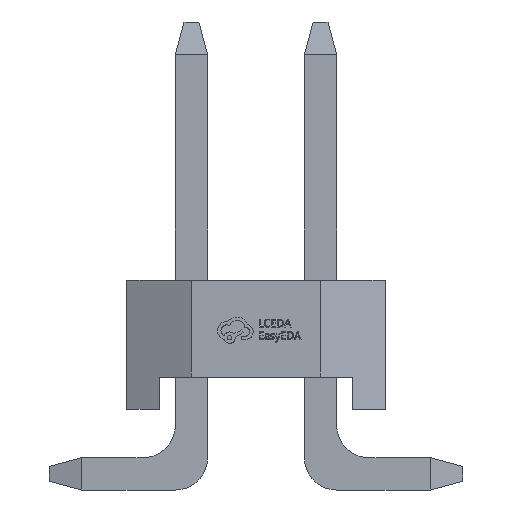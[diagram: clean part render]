
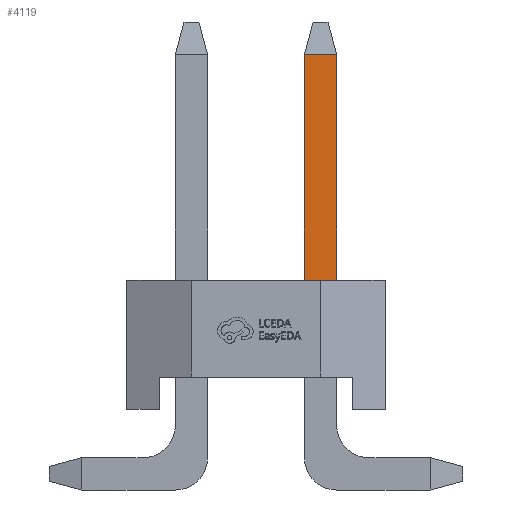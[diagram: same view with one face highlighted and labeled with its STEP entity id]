
A CAD part, left-side view. The second image highlights one B-rep face of the part: STEP entity #4119.
In plain terms, the highlighted planar face has unit normal (-1, 0, 0).
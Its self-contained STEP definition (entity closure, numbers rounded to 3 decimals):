
#3489 = VERTEX_POINT('',#3490);
#3490 = CARTESIAN_POINT('',(-3.25,-1.25,
    3.25));
#3498 = EDGE_CURVE('',#3489,#3499,#3501,.T.);
#3499 = VERTEX_POINT('',#3500);
#3500 = CARTESIAN_POINT('',(-3.25,-0.75,
    3.25));
#3501 = LINE('',#3502,#3503);
#3502 = CARTESIAN_POINT('',(-3.25,0.,3.25));
#3503 = VECTOR('',#3504,1.);
#3504 = DIRECTION('',(0.,1.,0.));
#4061 = EDGE_CURVE('',#4062,#3499,#4064,.T.);
#4062 = VERTEX_POINT('',#4063);
#4063 = CARTESIAN_POINT('',(-3.25,-0.75,
    6.75));
#4064 = LINE('',#4065,#4066);
#4065 = CARTESIAN_POINT('',(-3.25,-0.75,
    0.5));
#4066 = VECTOR('',#4067,1.);
#4067 = DIRECTION('',(-0.,-0.,-1.));
#4101 = VERTEX_POINT('',#4102);
#4102 = CARTESIAN_POINT('',(-3.25,-1.25,
    6.75));
#4108 = EDGE_CURVE('',#3489,#4101,#4109,.T.);
#4109 = LINE('',#4110,#4111);
#4110 = CARTESIAN_POINT('',(-3.25,-1.25,
    7.25));
#4111 = VECTOR('',#4112,1.);
#4112 = DIRECTION('',(0.,0.,1.));
#4119 = ADVANCED_FACE('',(#4120),#4131,.T.);
#4120 = FACE_BOUND('',#4121,.T.);
#4121 = EDGE_LOOP('',(#4122,#4123,#4129,#4130));
#4122 = ORIENTED_EDGE('',*,*,#4108,.T.);
#4123 = ORIENTED_EDGE('',*,*,#4124,.T.);
#4124 = EDGE_CURVE('',#4101,#4062,#4125,.T.);
#4125 = LINE('',#4126,#4127);
#4126 = CARTESIAN_POINT('',(-3.25,-0.75,
    6.75));
#4127 = VECTOR('',#4128,1.);
#4128 = DIRECTION('',(0.,1.,0.));
#4129 = ORIENTED_EDGE('',*,*,#4061,.T.);
#4130 = ORIENTED_EDGE('',*,*,#3498,.F.);
#4131 = PLANE('',#4132);
#4132 = AXIS2_PLACEMENT_3D('',#4133,#4134,#4135);
#4133 = CARTESIAN_POINT('',(-3.25,-1.75,
    1.));
#4134 = DIRECTION('',(-1.,0.,0.));
#4135 = DIRECTION('',(0.,0.,1.));
